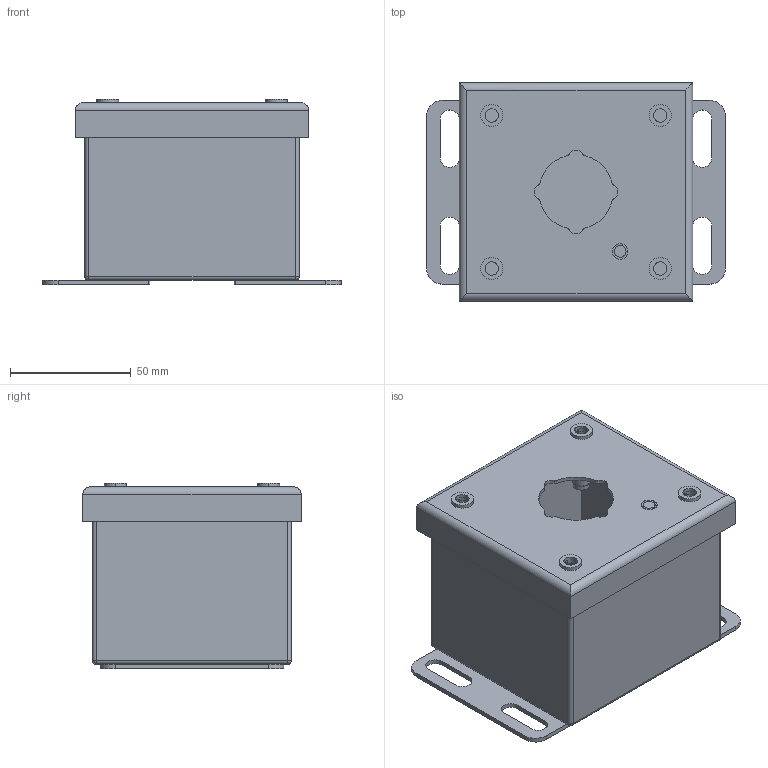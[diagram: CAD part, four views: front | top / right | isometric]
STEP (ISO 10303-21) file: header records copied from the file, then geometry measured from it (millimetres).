
FILE_DESCRIPTION (( 'STEP AP214' ), '1' );
FILE_NAME ('SCE-1PB-RAL1018.STEP', '2021-08-06T18:52:55', ( '' ), ( '' ), 'SwSTEP 2.0', 'SolidWorks 2021', '' );
FILE_SCHEMA (( 'AUTOMOTIVE_DESIGN' ));
Length unit declared in the file: inch
Products named in the file (1): SCE-1PB-RAL1018
Bounding box: 123.83 x 90.49 x 77.1 mm (x, y, z)
Volume: 87924.5 mm3; surface area: 115195.5 mm2
Topology: 15 solids, 15 shells, 423 faces, 985 edges, 610 vertices
Faces by surface type: cylinder 189, plane 166, bspline 56, cone 12
Full cylindrical faces by diameter (mm): 4.9 x1, 6.36 x4, 8.052 x4, 11.092 x4
Entity records: 14190 total; most frequent: CARTESIAN_POINT 4402, DIRECTION 2070, ORIENTED_EDGE 1912, EDGE_CURVE 956, AXIS2_PLACEMENT_3D 814, VERTEX_POINT 610, EDGE_LOOP 500, CIRCLE 446
